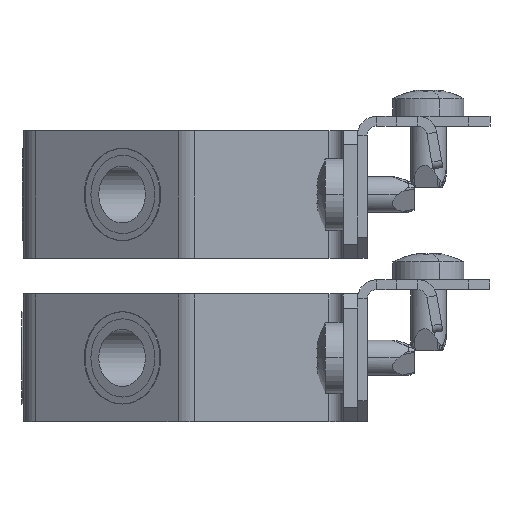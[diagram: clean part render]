
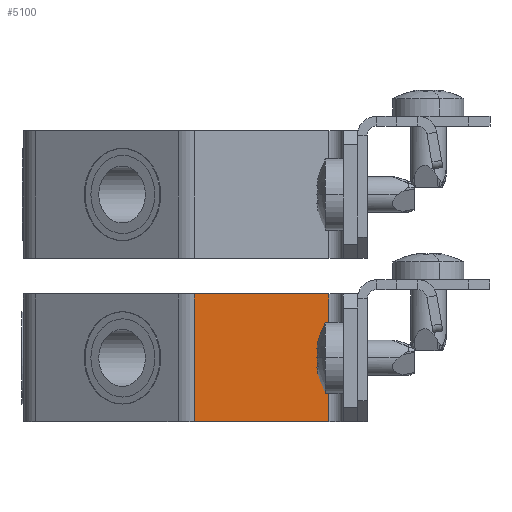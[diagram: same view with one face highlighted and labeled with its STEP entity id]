
A CAD part, left-side view. The second image highlights one B-rep face of the part: STEP entity #5100.
In plain terms, the highlighted planar face has unit normal (-1, 0, 0).
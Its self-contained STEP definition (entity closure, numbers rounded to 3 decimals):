
#260 = ORIENTED_EDGE ( 'NONE', *, *, #4258, .F. ) ;
#478 = EDGE_CURVE ( 'NONE', #3844, #3995, #650, .T. ) ;
#650 = LINE ( 'NONE', #1447, #6330 ) ;
#918 = CARTESIAN_POINT ( 'NONE',  ( -29.5, -21.422, 0. ) ) ;
#924 = DIRECTION ( 'NONE',  ( 1., 0., 0. ) ) ;
#1047 = VERTEX_POINT ( 'NONE', #3614 ) ;
#1289 = ORIENTED_EDGE ( 'NONE', *, *, #6765, .F. ) ;
#1445 = DIRECTION ( 'NONE',  ( 0., -1., 0. ) ) ;
#1447 = CARTESIAN_POINT ( 'NONE',  ( -29.5, -22.053, 18. ) ) ;
#1687 = CARTESIAN_POINT ( 'NONE',  ( -29.5, -41., 18. ) ) ;
#2354 = CARTESIAN_POINT ( 'NONE',  ( -29.5, -21.422, 18. ) ) ;
#2532 = VECTOR ( 'NONE', #4382, 1000. ) ;
#2993 = DIRECTION ( 'NONE',  ( 0., 1., 0. ) ) ;
#3162 = LINE ( 'NONE', #2354, #3581 ) ;
#3512 = AXIS2_PLACEMENT_3D ( 'NONE', #3646, #924, #2993 ) ;
#3581 = VECTOR ( 'NONE', #6850, 1000. ) ;
#3614 = CARTESIAN_POINT ( 'NONE',  ( -29.5, -41., 0. ) ) ;
#3646 = CARTESIAN_POINT ( 'NONE',  ( -29.5, -21.422, 18. ) ) ;
#3844 = VERTEX_POINT ( 'NONE', #3922 ) ;
#3922 = CARTESIAN_POINT ( 'NONE',  ( -29.5, -22.053, 18. ) ) ;
#3995 = VERTEX_POINT ( 'NONE', #5393 ) ;
#4187 = PLANE ( 'NONE',  #3512 ) ;
#4188 = VECTOR ( 'NONE', #1445, 1000. ) ;
#4258 = EDGE_CURVE ( 'NONE', #3844, #6516, #3162, .T. ) ;
#4382 = DIRECTION ( 'NONE',  ( 0., 0., -1. ) ) ;
#5100 = ADVANCED_FACE ( 'NONE', ( #6459 ), #4187, .F. ) ;
#5277 = CARTESIAN_POINT ( 'NONE',  ( -29.5, -41., 18. ) ) ;
#5389 = LINE ( 'NONE', #918, #4188 ) ;
#5393 = CARTESIAN_POINT ( 'NONE',  ( -29.5, -22.053, 0. ) ) ;
#5730 = LINE ( 'NONE', #1687, #2532 ) ;
#5836 = DIRECTION ( 'NONE',  ( 0., 0., -1. ) ) ;
#6004 = EDGE_LOOP ( 'NONE', ( #6655, #1289, #260, #6329 ) ) ;
#6329 = ORIENTED_EDGE ( 'NONE', *, *, #478, .T. ) ;
#6330 = VECTOR ( 'NONE', #5836, 1000. ) ;
#6459 = FACE_OUTER_BOUND ( 'NONE', #6004, .T. ) ;
#6516 = VERTEX_POINT ( 'NONE', #5277 ) ;
#6655 = ORIENTED_EDGE ( 'NONE', *, *, #7126, .T. ) ;
#6765 = EDGE_CURVE ( 'NONE', #6516, #1047, #5730, .T. ) ;
#6850 = DIRECTION ( 'NONE',  ( 0., -1., 0. ) ) ;
#7126 = EDGE_CURVE ( 'NONE', #3995, #1047, #5389, .T. ) ;
